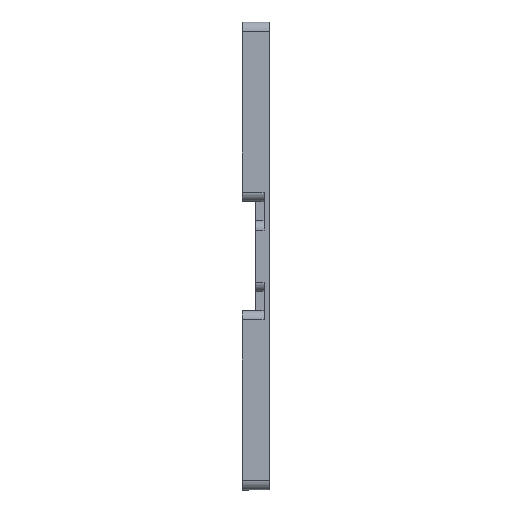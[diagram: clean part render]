
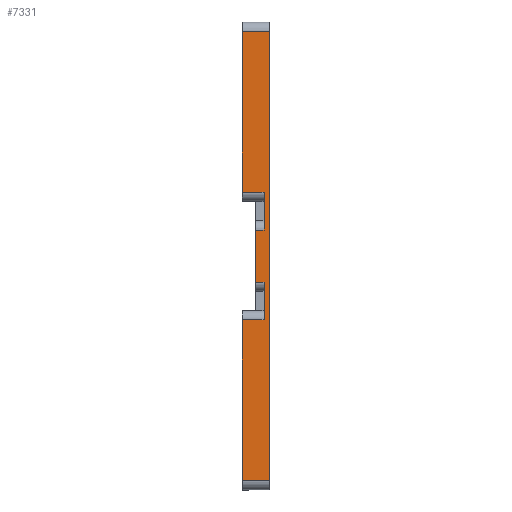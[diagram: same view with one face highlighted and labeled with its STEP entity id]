
A CAD part, left-side view. The second image highlights one B-rep face of the part: STEP entity #7331.
In plain terms, the highlighted planar face has unit normal (-1, 0, 0).
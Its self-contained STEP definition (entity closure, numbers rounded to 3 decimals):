
#28 = CARTESIAN_POINT ( 'NONE',  ( -12.5, 1.5, -2.75 ) ) ;
#35 = EDGE_CURVE ( 'NONE', #6697, #133, #1152, .T. ) ;
#129 = CARTESIAN_POINT ( 'NONE',  ( -12.5, 1.5, 2.75 ) ) ;
#133 = VERTEX_POINT ( 'NONE', #4972 ) ;
#194 = VECTOR ( 'NONE', #445, 1000. ) ;
#202 = VERTEX_POINT ( 'NONE', #5736 ) ;
#275 = CARTESIAN_POINT ( 'NONE',  ( -12.5, 0., -23.75 ) ) ;
#424 = EDGE_CURVE ( 'NONE', #2139, #5264, #6299, .T. ) ;
#445 = DIRECTION ( 'NONE',  ( 0., -1., 0. ) ) ;
#659 = DIRECTION ( 'NONE',  ( 0., 0., 1. ) ) ;
#699 = DIRECTION ( 'NONE',  ( 0., 0., 1. ) ) ;
#1152 = LINE ( 'NONE', #3522, #194 ) ;
#1293 = ORIENTED_EDGE ( 'NONE', *, *, #3141, .F. ) ;
#1584 = DIRECTION ( 'NONE',  ( 0., -1., 0. ) ) ;
#1596 = VECTOR ( 'NONE', #2049, 1000. ) ;
#1694 = LINE ( 'NONE', #5349, #6675 ) ;
#1802 = CARTESIAN_POINT ( 'NONE',  ( -12.5, 2.9, 23.75 ) ) ;
#1815 = LINE ( 'NONE', #5088, #4239 ) ;
#2049 = DIRECTION ( 'NONE',  ( 0., 0., 1. ) ) ;
#2082 = DIRECTION ( 'NONE',  ( 0., 0., 1. ) ) ;
#2139 = VERTEX_POINT ( 'NONE', #3077 ) ;
#2201 = LINE ( 'NONE', #2243, #7070 ) ;
#2243 = CARTESIAN_POINT ( 'NONE',  ( -12.5, 1.5, -2.75 ) ) ;
#2415 = ORIENTED_EDGE ( 'NONE', *, *, #4933, .T. ) ;
#2531 = ORIENTED_EDGE ( 'NONE', *, *, #6424, .T. ) ;
#2553 = CARTESIAN_POINT ( 'NONE',  ( -12.5, 0.6, 0. ) ) ;
#2554 = DIRECTION ( 'NONE',  ( 0., -1., 0. ) ) ;
#2654 = ORIENTED_EDGE ( 'NONE', *, *, #7631, .F. ) ;
#2827 = LINE ( 'NONE', #4646, #7508 ) ;
#2830 = EDGE_CURVE ( 'NONE', #2139, #6125, #1694, .T. ) ;
#2902 = CARTESIAN_POINT ( 'NONE',  ( -12.5, 1.5, 2.75 ) ) ;
#2906 = VERTEX_POINT ( 'NONE', #8007 ) ;
#3023 = VERTEX_POINT ( 'NONE', #6184 ) ;
#3077 = CARTESIAN_POINT ( 'NONE',  ( -12.5, 2.9, 6.75 ) ) ;
#3141 = EDGE_CURVE ( 'NONE', #4637, #5264, #2827, .T. ) ;
#3217 = CARTESIAN_POINT ( 'NONE',  ( -12.5, 2.9, -23.75 ) ) ;
#3280 = LINE ( 'NONE', #6243, #7388 ) ;
#3285 = ORIENTED_EDGE ( 'NONE', *, *, #3475, .F. ) ;
#3310 = VERTEX_POINT ( 'NONE', #3533 ) ;
#3475 = EDGE_CURVE ( 'NONE', #6125, #7268, #3280, .T. ) ;
#3522 = CARTESIAN_POINT ( 'NONE',  ( -12.5, 2.9, -6.75 ) ) ;
#3533 = CARTESIAN_POINT ( 'NONE',  ( -12.5, 0.6, -2.75 ) ) ;
#3557 = LINE ( 'NONE', #129, #4717 ) ;
#3651 = EDGE_CURVE ( 'NONE', #2906, #4183, #7677, .T. ) ;
#3780 = DIRECTION ( 'NONE',  ( 0., 0., 1. ) ) ;
#3839 = VECTOR ( 'NONE', #699, 1000. ) ;
#4024 = LINE ( 'NONE', #2553, #3839 ) ;
#4170 = EDGE_LOOP ( 'NONE', ( #4438, #3285, #6531, #7296, #1293, #4743, #6597, #2531, #2654, #5727, #6929, #2415 ) ) ;
#4183 = VERTEX_POINT ( 'NONE', #2902 ) ;
#4239 = VECTOR ( 'NONE', #659, 1000. ) ;
#4399 = EDGE_CURVE ( 'NONE', #3023, #7268, #1815, .T. ) ;
#4438 = ORIENTED_EDGE ( 'NONE', *, *, #4399, .T. ) ;
#4470 = DIRECTION ( 'NONE',  ( 0., -1., 0. ) ) ;
#4637 = VERTEX_POINT ( 'NONE', #5640 ) ;
#4646 = CARTESIAN_POINT ( 'NONE',  ( -12.5, 0.6, 0. ) ) ;
#4717 = VECTOR ( 'NONE', #4470, 1000. ) ;
#4743 = ORIENTED_EDGE ( 'NONE', *, *, #5098, .F. ) ;
#4826 = VECTOR ( 'NONE', #1584, 1000. ) ;
#4933 = EDGE_CURVE ( 'NONE', #202, #3023, #6511, .T. ) ;
#4972 = CARTESIAN_POINT ( 'NONE',  ( -12.5, 0.6, -6.75 ) ) ;
#5081 = PLANE ( 'NONE',  #5283 ) ;
#5088 = CARTESIAN_POINT ( 'NONE',  ( -12.5, 0., 3.75 ) ) ;
#5098 = EDGE_CURVE ( 'NONE', #4183, #4637, #3557, .T. ) ;
#5101 = CARTESIAN_POINT ( 'NONE',  ( -12.5, 0., 3.75 ) ) ;
#5256 = DIRECTION ( 'NONE',  ( 0., -1., 0. ) ) ;
#5264 = VERTEX_POINT ( 'NONE', #5333 ) ;
#5283 = AXIS2_PLACEMENT_3D ( 'NONE', #5101, #6981, #7620 ) ;
#5289 = DIRECTION ( 'NONE',  ( 0., 0., 1. ) ) ;
#5333 = CARTESIAN_POINT ( 'NONE',  ( -12.5, 0.6, 6.75 ) ) ;
#5349 = CARTESIAN_POINT ( 'NONE',  ( -12.5, 2.9, 6.75 ) ) ;
#5640 = CARTESIAN_POINT ( 'NONE',  ( -12.5, 0.6, 2.75 ) ) ;
#5712 = VECTOR ( 'NONE', #6712, 1000. ) ;
#5727 = ORIENTED_EDGE ( 'NONE', *, *, #35, .F. ) ;
#5736 = CARTESIAN_POINT ( 'NONE',  ( -12.5, 2.9, -23.75 ) ) ;
#6004 = VECTOR ( 'NONE', #3780, 1000. ) ;
#6125 = VERTEX_POINT ( 'NONE', #1802 ) ;
#6184 = CARTESIAN_POINT ( 'NONE',  ( -12.5, 0., -23.75 ) ) ;
#6243 = CARTESIAN_POINT ( 'NONE',  ( -12.5, 0., 23.75 ) ) ;
#6299 = LINE ( 'NONE', #6744, #5712 ) ;
#6381 = CARTESIAN_POINT ( 'NONE',  ( -12.5, 0., 23.75 ) ) ;
#6424 = EDGE_CURVE ( 'NONE', #2906, #3310, #2201, .T. ) ;
#6511 = LINE ( 'NONE', #275, #4826 ) ;
#6531 = ORIENTED_EDGE ( 'NONE', *, *, #2830, .F. ) ;
#6597 = ORIENTED_EDGE ( 'NONE', *, *, #3651, .F. ) ;
#6675 = VECTOR ( 'NONE', #5289, 1000. ) ;
#6697 = VERTEX_POINT ( 'NONE', #7629 ) ;
#6712 = DIRECTION ( 'NONE',  ( 0., -1., 0. ) ) ;
#6744 = CARTESIAN_POINT ( 'NONE',  ( -12.5, 2.9, 6.75 ) ) ;
#6929 = ORIENTED_EDGE ( 'NONE', *, *, #7680, .F. ) ;
#6981 = DIRECTION ( 'NONE',  ( -1., 0., 0. ) ) ;
#7070 = VECTOR ( 'NONE', #5256, 1000. ) ;
#7151 = FACE_OUTER_BOUND ( 'NONE', #4170, .T. ) ;
#7268 = VERTEX_POINT ( 'NONE', #6381 ) ;
#7296 = ORIENTED_EDGE ( 'NONE', *, *, #424, .T. ) ;
#7331 = ADVANCED_FACE ( 'NONE', ( #7151 ), #5081, .T. ) ;
#7352 = LINE ( 'NONE', #3217, #1596 ) ;
#7388 = VECTOR ( 'NONE', #2554, 1000. ) ;
#7508 = VECTOR ( 'NONE', #2082, 1000. ) ;
#7620 = DIRECTION ( 'NONE',  ( 0., 0., 1. ) ) ;
#7629 = CARTESIAN_POINT ( 'NONE',  ( -12.5, 2.9, -6.75 ) ) ;
#7631 = EDGE_CURVE ( 'NONE', #133, #3310, #4024, .T. ) ;
#7677 = LINE ( 'NONE', #28, #6004 ) ;
#7680 = EDGE_CURVE ( 'NONE', #202, #6697, #7352, .T. ) ;
#8007 = CARTESIAN_POINT ( 'NONE',  ( -12.5, 1.5, -2.75 ) ) ;
